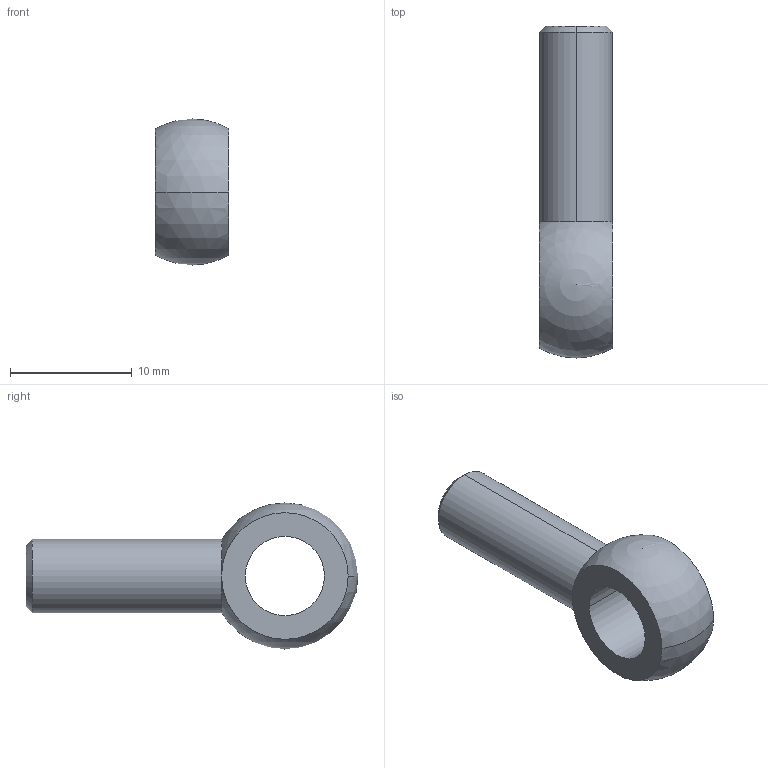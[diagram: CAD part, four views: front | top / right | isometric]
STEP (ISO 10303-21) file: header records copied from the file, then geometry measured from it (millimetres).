
FILE_DESCRIPTION (( 'STEP AP203' ), '1' );
FILE_NAME ('A14_7350-003.STEP', '2022-10-27T10:09:56', ( '' ), ( '' ), 'SwSTEP 2.0', 'SolidWorks 2019', '' );
FILE_SCHEMA (( 'CONFIG_CONTROL_DESIGN' ));
Length unit declared in the file: millimetre
Products named in the file (1): A14_7350-003
Bounding box: 6 x 27.25 x 12 mm (x, y, z)
Volume: 863 mm3; surface area: 746.7 mm2
Topology: 1 solids, 1 shells, 11 faces, 30 edges, 19 vertices
Faces by surface type: cylinder 4, plane 3, cone 2, sphere 2
Entity records: 393 total; most frequent: DIRECTION 66, CARTESIAN_POINT 51, ORIENTED_EDGE 48, AXIS2_PLACEMENT_3D 30, EDGE_CURVE 24, CIRCLE 18, VERTEX_POINT 15, EDGE_LOOP 13
